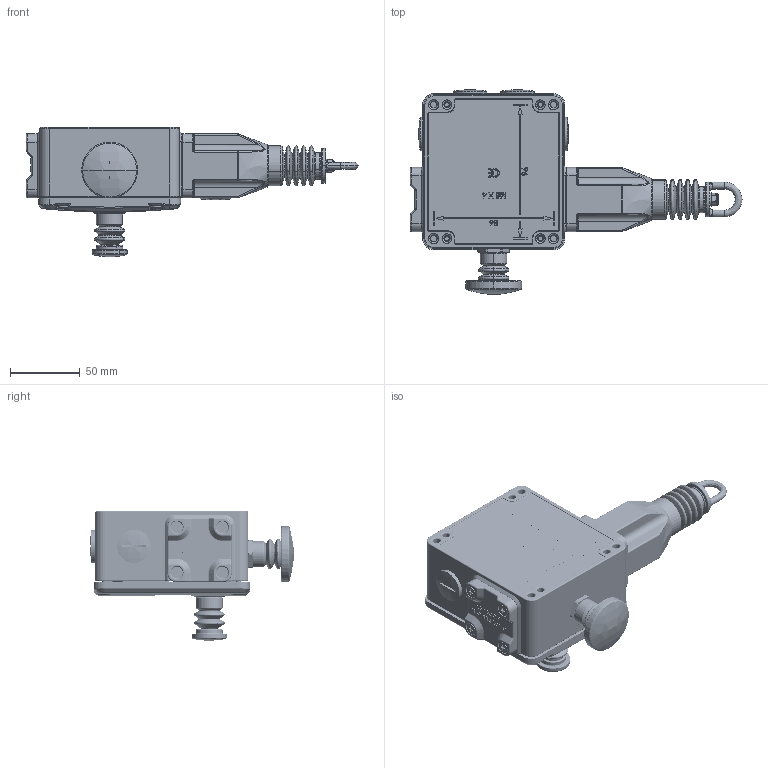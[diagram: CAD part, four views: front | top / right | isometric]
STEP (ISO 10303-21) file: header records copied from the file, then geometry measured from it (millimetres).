
FILE_DESCRIPTION (( 'STEP AP214' ), '1' );
FILE_NAME ('GLHL-SS-145035.STEP', '2021-06-09T19:13:47', ( '' ), ( '' ), 'SwSTEP 2.0', 'SolidWorks 2021', '' );
FILE_SCHEMA (( 'AUTOMOTIVE_DESIGN' ));
Length unit declared in the file: inch
Products named in the file (1): GLHL-SS-145035
Bounding box: 238.1 x 146.55 x 92.65 mm (x, y, z)
Volume: 298247.8 mm3; surface area: 177834.3 mm2
Topology: 36 solids, 36 shells, 3678 faces, 8645 edges, 5104 vertices
Faces by surface type: cylinder 1195, plane 968, bspline 963, cone 360, torus 184, sphere 8
Full cylindrical faces by diameter (mm): 19.05 x2
Entity records: 142880 total; most frequent: CARTESIAN_POINT 63449, ORIENTED_EDGE 17078, DIRECTION 15711, EDGE_CURVE 8539, AXIS2_PLACEMENT_3D 6048, VERTEX_POINT 5102, EDGE_LOOP 3941, FACE_OUTER_BOUND 3680
